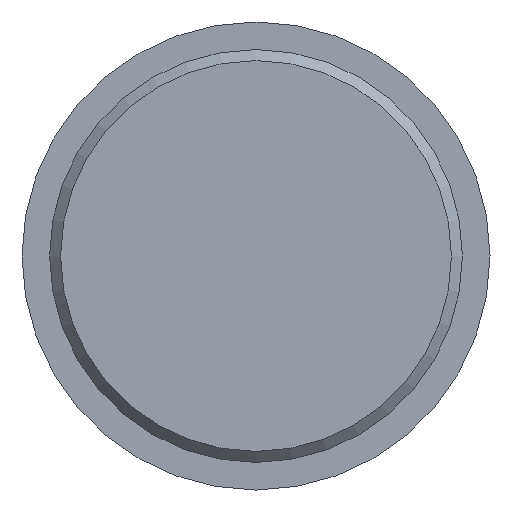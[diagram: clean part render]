
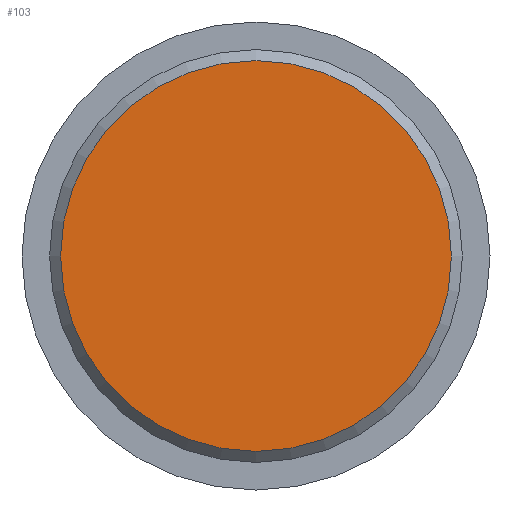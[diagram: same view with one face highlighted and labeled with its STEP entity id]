
A CAD part, front view. The second image highlights one B-rep face of the part: STEP entity #103.
In plain terms, the highlighted planar face has unit normal (0, -1, 0).
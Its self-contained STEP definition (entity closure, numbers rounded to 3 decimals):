
#18=PLANE('',#142);
#34=FACE_OUTER_BOUND('',#42,.T.);
#42=EDGE_LOOP('',(#95));
#51=CIRCLE('',#140,17.7);
#59=VERTEX_POINT('',#202);
#70=EDGE_CURVE('',#59,#59,#51,.T.);
#95=ORIENTED_EDGE('',*,*,#70,.F.);
#103=ADVANCED_FACE('',(#34),#18,.F.);
#140=AXIS2_PLACEMENT_3D('',#204,#173,#174);
#142=AXIS2_PLACEMENT_3D('',#207,#178,#179);
#173=DIRECTION('center_axis',(0.,1.,0.));
#174=DIRECTION('ref_axis',(1.,0.,0.));
#178=DIRECTION('center_axis',(0.,1.,0.));
#179=DIRECTION('ref_axis',(0.,0.,1.));
#202=CARTESIAN_POINT('',(-17.7,0.,0.));
#204=CARTESIAN_POINT('Origin',(0.,0.,0.));
#207=CARTESIAN_POINT('Origin',(0.,0.,0.));
